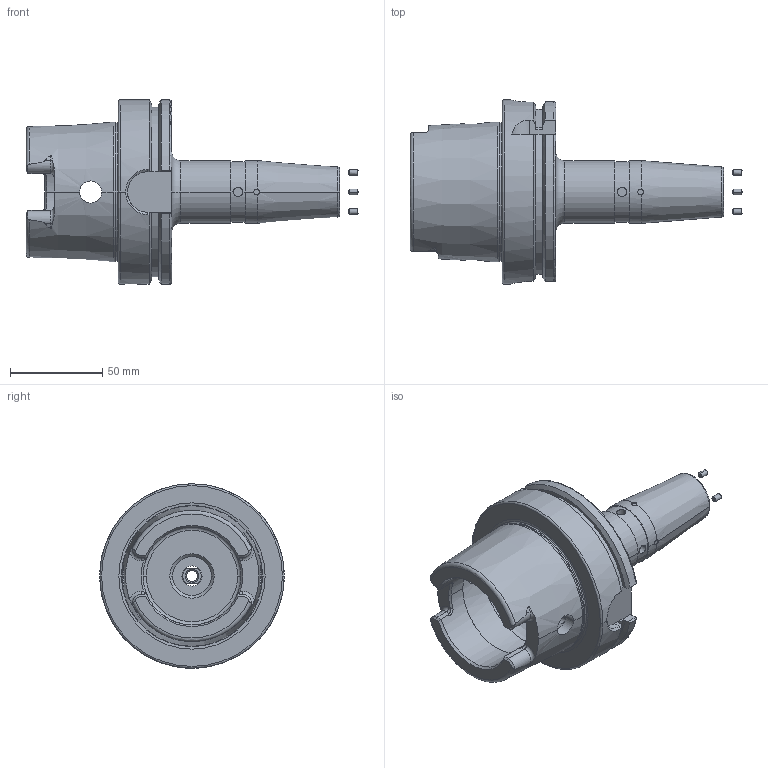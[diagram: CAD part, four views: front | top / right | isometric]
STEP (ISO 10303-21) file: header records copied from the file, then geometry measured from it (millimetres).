
FILE_DESCRIPTION (( 'STEP AP203' ), '1' );
FILE_NAME ('F1A100H-SFK16120.STEP', '2024-09-03T11:32:45', ( '' ), ( '' ), 'SwSTEP 2.0', 'SolidWorks 2024', '' );
FILE_SCHEMA (( 'CONFIG_CONTROL_DESIGN' ));
Length unit declared in the file: millimetre
Products named in the file (5): HSKA100SFK16120WW; GS-M3X5; F1A100H-SFK16120; SCWM12x1x15-FLAT; EXPANDER PLUG Ø3x3.6
Assembly tree (10 placements, depth 2):
  F1A100H-SFK16120
    HSKA100SFK16120WW
    SCWM12x1x15-FLAT
    EXPANDER PLUG Ø3x3.6  x4
    GS-M3X5  x4
Bounding box: 179.97 x 100 x 100 mm (x, y, z)
Volume: 313795.3 mm3; surface area: 65908.4 mm2
Topology: 10 solids, 10 shells, 382 faces, 927 edges, 558 vertices
Faces by surface type: plane 146, cylinder 108, cone 87, torus 31, bspline 10
Entity records: 11433 total; most frequent: CARTESIAN_POINT 3825, ORIENTED_EDGE 1486, DIRECTION 1416, EDGE_CURVE 743, AXIS2_PLACEMENT_3D 560, VERTEX_POINT 453, EDGE_LOOP 322, ADVANCED_FACE 298
